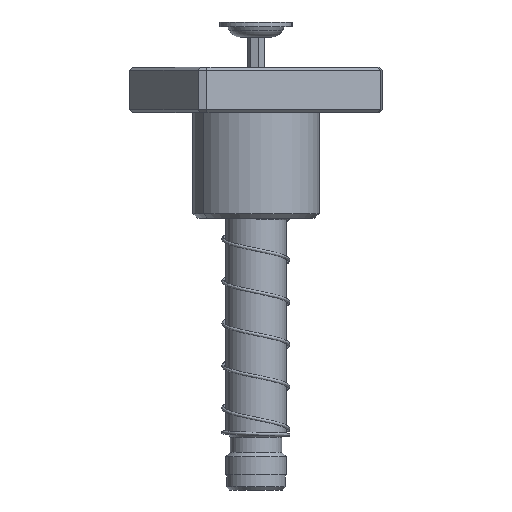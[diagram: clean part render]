
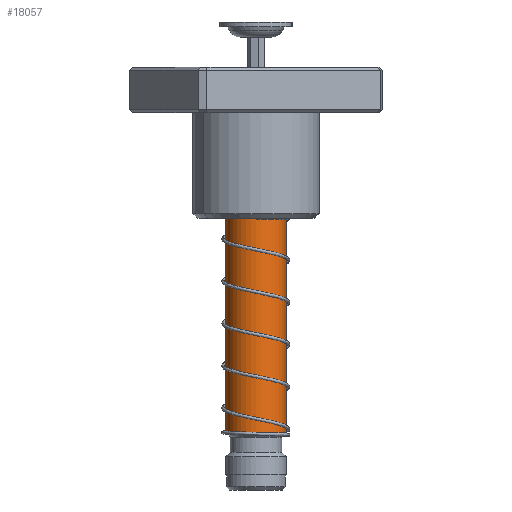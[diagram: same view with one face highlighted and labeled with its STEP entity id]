
A CAD part, front view. The second image highlights one B-rep face of the part: STEP entity #18057.
In plain terms, the highlighted cylindrical face has radius 10 mm (diameter 20 mm), a partial arc.
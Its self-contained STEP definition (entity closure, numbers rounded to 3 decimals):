
#231 = DIRECTION ( 'NONE',  ( 1., 0., 0. ) ) ;
#1696 = CARTESIAN_POINT ( 'NONE',  ( 10., 0., 137.5 ) ) ;
#2305 = CARTESIAN_POINT ( 'NONE',  ( -10., 0., 140. ) ) ;
#5968 = CIRCLE ( 'NONE', #27840, 10. ) ;
#6148 = LINE ( 'NONE', #35986, #16854 ) ;
#7294 = AXIS2_PLACEMENT_3D ( 'NONE', #24062, #35065, #12910 ) ;
#8089 = CYLINDRICAL_SURFACE ( 'NONE', #7294, 10. ) ;
#9531 = CIRCLE ( 'NONE', #29518, 10. ) ;
#10938 = EDGE_CURVE ( 'NONE', #27687, #19335, #5968, .T. ) ;
#11032 = ORIENTED_EDGE ( 'NONE', *, *, #10938, .T. ) ;
#11341 = ORIENTED_EDGE ( 'NONE', *, *, #36541, .T. ) ;
#11688 = CARTESIAN_POINT ( 'NONE',  ( 0., 0., 137.5 ) ) ;
#12373 = VERTEX_POINT ( 'NONE', #36608 ) ;
#12910 = DIRECTION ( 'NONE',  ( -1., 0., 0. ) ) ;
#13355 = EDGE_CURVE ( 'NONE', #23361, #12373, #9531, .T. ) ;
#14570 = DIRECTION ( 'NONE',  ( 0., 0., -1. ) ) ;
#14976 = VECTOR ( 'NONE', #28908, 1000. ) ;
#15291 = DIRECTION ( 'NONE',  ( 0., 0., -1. ) ) ;
#16854 = VECTOR ( 'NONE', #33216, 1000. ) ;
#18057 = ADVANCED_FACE ( 'NONE', ( #30875 ), #8089, .T. ) ;
#19335 = VERTEX_POINT ( 'NONE', #32352 ) ;
#23361 = VERTEX_POINT ( 'NONE', #29500 ) ;
#24062 = CARTESIAN_POINT ( 'NONE',  ( 0., 0., 140. ) ) ;
#26336 = ORIENTED_EDGE ( 'NONE', *, *, #13355, .F. ) ;
#26461 = ORIENTED_EDGE ( 'NONE', *, *, #32452, .F. ) ;
#26621 = LINE ( 'NONE', #2305, #14976 ) ;
#26808 = DIRECTION ( 'NONE',  ( -1., 0., 0. ) ) ;
#27687 = VERTEX_POINT ( 'NONE', #1696 ) ;
#27840 = AXIS2_PLACEMENT_3D ( 'NONE', #11688, #14570, #231 ) ;
#28908 = DIRECTION ( 'NONE',  ( 0., 0., -1. ) ) ;
#29500 = CARTESIAN_POINT ( 'NONE',  ( 10., 0., 19. ) ) ;
#29518 = AXIS2_PLACEMENT_3D ( 'NONE', #32407, #15291, #26808 ) ;
#30875 = FACE_OUTER_BOUND ( 'NONE', #34922, .T. ) ;
#32352 = CARTESIAN_POINT ( 'NONE',  ( -10., 0., 137.5 ) ) ;
#32407 = CARTESIAN_POINT ( 'NONE',  ( 0., 0., 19. ) ) ;
#32452 = EDGE_CURVE ( 'NONE', #27687, #23361, #6148, .T. ) ;
#33216 = DIRECTION ( 'NONE',  ( 0., 0., -1. ) ) ;
#34922 = EDGE_LOOP ( 'NONE', ( #26461, #11032, #11341, #26336 ) ) ;
#35065 = DIRECTION ( 'NONE',  ( 0., 0., -1. ) ) ;
#35986 = CARTESIAN_POINT ( 'NONE',  ( 10., 0., 140. ) ) ;
#36541 = EDGE_CURVE ( 'NONE', #19335, #12373, #26621, .T. ) ;
#36608 = CARTESIAN_POINT ( 'NONE',  ( -10., 0., 19. ) ) ;
